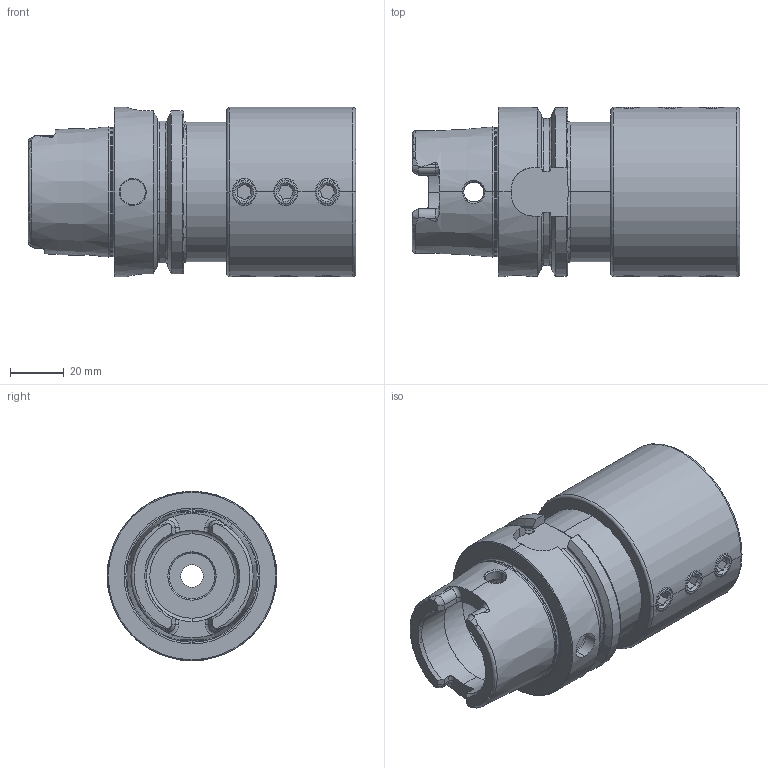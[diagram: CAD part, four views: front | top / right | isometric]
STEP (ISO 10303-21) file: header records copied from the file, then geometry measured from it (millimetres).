
FILE_DESCRIPTION (( 'STEP AP214' ), '1' );
FILE_NAME ('HA6.B40.K01.090.STEP', '2020-09-11T07:10:48', ( '' ), ( '' ), 'SwSTEP 2.0', 'SolidWorks 2017', '' );
FILE_SCHEMA (( 'AUTOMOTIVE_DESIGN' ));
Length unit declared in the file: millimetre
Products named in the file (3): HA6.B40.K01.090; ISO 4026 - M10 x 12_PreviewCfg; HA6-B40.K01.090_B_Fertigbearbeitung
Assembly tree (11 placements, depth 2):
  HA6.B40.K01.090
    HA6-B40.K01.090_B_Fertigbearbeitung
    ISO 4026 - M10 x 12_PreviewCfg  x10
Bounding box: 121.9 x 63 x 63 mm (x, y, z)
Volume: 182516.8 mm3; surface area: 52124.5 mm2
Topology: 11 solids, 11 shells, 369 faces, 944 edges, 597 vertices
Faces by surface type: plane 139, cone 90, cylinder 89, torus 39, bspline 12
Entity records: 9880 total; most frequent: CARTESIAN_POINT 4194, ORIENTED_EDGE 1204, DIRECTION 1022, EDGE_CURVE 602, AXIS2_PLACEMENT_3D 413, VERTEX_POINT 381, EDGE_LOOP 231, ADVANCED_FACE 216
